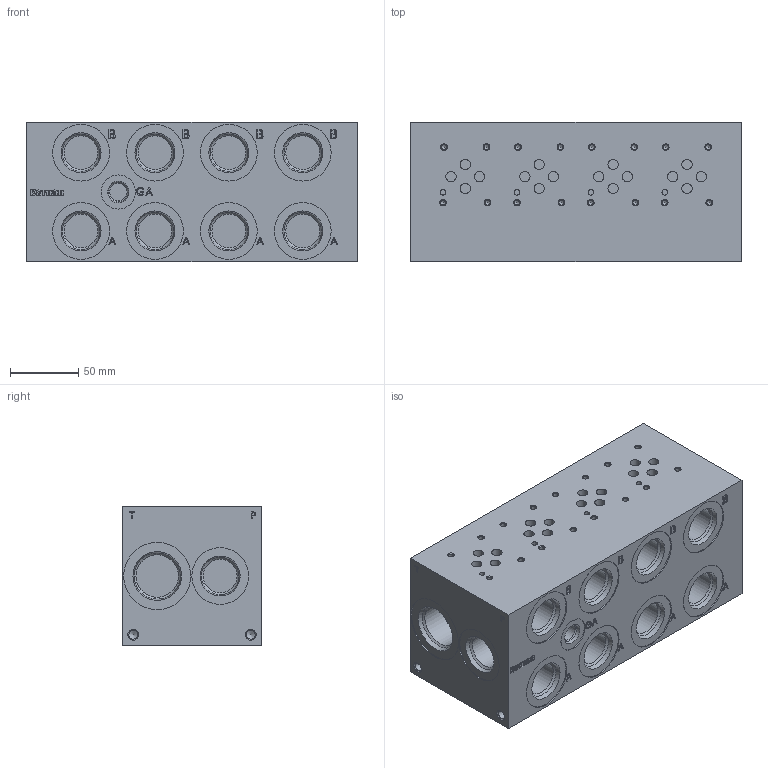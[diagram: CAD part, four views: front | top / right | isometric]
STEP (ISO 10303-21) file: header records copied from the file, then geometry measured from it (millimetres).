
FILE_DESCRIPTION( ( 'STEP AP214' ), ' ' );
FILE_NAME( 'AD03HP042S_C.stp', '2018-07-08T17:36:32', ( '' ), ( '' ), ' ', 'PARTsolutions', ' ' );
FILE_SCHEMA( ( 'AUTOMOTIVE_DESIGN { 1 0 10303 214 1 1 1 1 }' ) );
Length unit declared in the file: inch
Products named in the file (1): _AD03HP042S/C
Bounding box: 241.3 x 101.6 x 101.6 mm (x, y, z)
Volume: 2262430.9 mm3; surface area: 156011.7 mm2
Topology: 1 solids, 1 shells, 496 faces, 1159 edges, 750 vertices
Faces by surface type: plane 293, cylinder 133, cone 70
Full cylindrical faces by diameter (mm): 3.68 x16, 4.013 x4, 6.411 x4, 7.493 x16, 12.761 x1, 19.05 x1, 24.696 x10, 25.019 x1, 28.626 x1, 31.046 x2, 31.344 x1, 41.453 x10, 44.45 x1, 48.971 x2
Entity records: 17221 total; most frequent: DIRECTION 2303, CARTESIAN_POINT 2238, ORIENTED_EDGE 1990, EDGE_CURVE 995, AXIS2_PLACEMENT_3D 811, VERTEX_POINT 746, EDGE_LOOP 721, LINE 681
